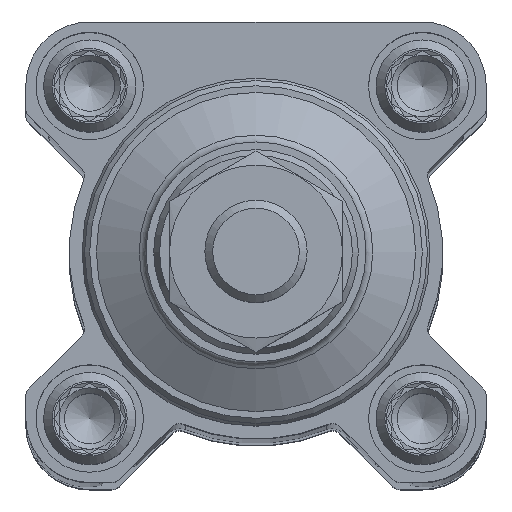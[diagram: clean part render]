
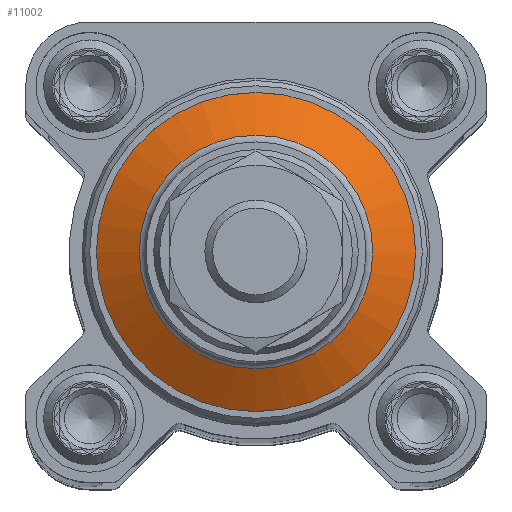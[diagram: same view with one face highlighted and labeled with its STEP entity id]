
A CAD part, top view. The second image highlights one B-rep face of the part: STEP entity #11002.
In plain terms, the highlighted conical face has half-angle 60.522 degrees and reference radius 11.41 mm.
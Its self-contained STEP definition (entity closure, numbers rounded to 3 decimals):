
#2930=ORIENTED_EDGE('',*,*,#4835,.F.);
#2931=ORIENTED_EDGE('',*,*,#4834,.T.);
#4834=EDGE_CURVE('',#5849,#5849,#6368,.T.);
#4835=EDGE_CURVE('',#5850,#5850,#6369,.T.);
#5849=VERTEX_POINT('',#16111);
#5850=VERTEX_POINT('',#16114);
#6368=CIRCLE('',#11679,11.41);
#6369=CIRCLE('',#11681,15.6);
#6651=EDGE_LOOP('',(#2930));
#6652=EDGE_LOOP('',(#2931));
#7287=FACE_BOUND('',#6651,.T.);
#7288=FACE_BOUND('',#6652,.T.);
#7778=CONICAL_SURFACE('',#11680,11.41,1.056);
#11002=ADVANCED_FACE('',(#7287,#7288),#7778,.T.);
#11679=AXIS2_PLACEMENT_3D('',#16110,#12993,#12994);
#11680=AXIS2_PLACEMENT_3D('',#16112,#12995,#12996);
#11681=AXIS2_PLACEMENT_3D('',#16113,#12997,#12998);
#12993=DIRECTION('',(0.,0.,-1.));
#12994=DIRECTION('',(-1.,0.,0.));
#12995=DIRECTION('',(0.,0.,-1.));
#12996=DIRECTION('',(-1.,0.,0.));
#12997=DIRECTION('',(0.,0.,-1.));
#12998=DIRECTION('',(-1.,0.,0.));
#16110=CARTESIAN_POINT('',(0.,0.,14.868));
#16111=CARTESIAN_POINT('',(-11.41,0.,14.868));
#16112=CARTESIAN_POINT('',(0.,0.,14.868));
#16113=CARTESIAN_POINT('',(0.,0.,12.5));
#16114=CARTESIAN_POINT('',(-15.6,0.,12.5));
